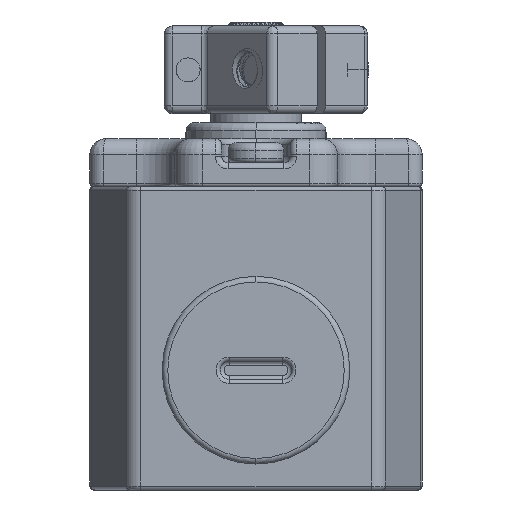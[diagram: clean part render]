
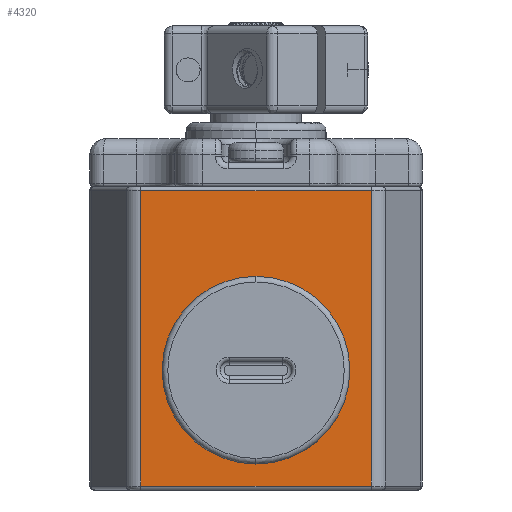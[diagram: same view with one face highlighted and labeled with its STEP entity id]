
A CAD part, front view. The second image highlights one B-rep face of the part: STEP entity #4320.
In plain terms, the highlighted planar face has unit normal (0, -1, 0).
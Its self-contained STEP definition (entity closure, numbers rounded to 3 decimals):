
#39 = DIRECTION ( 'NONE',  ( 0., 1., 0. ) ) ;
#502 = AXIS2_PLACEMENT_3D ( 'NONE', #44875, #39, #52408 ) ;
#750 = EDGE_CURVE ( 'NONE', #71991, #65074, #72711, .T. ) ;
#2203 = VERTEX_POINT ( 'NONE', #77502 ) ;
#4320 = ADVANCED_FACE ( 'NONE', ( #66465, #83952 ), #17791, .F. ) ;
#4903 = DIRECTION ( 'NONE',  ( -1., 0., 0. ) ) ;
#11997 = CIRCLE ( 'NONE', #85870, 11. ) ;
#13033 = CARTESIAN_POINT ( 'NONE',  ( 0., -80., 4. ) ) ;
#14660 = EDGE_LOOP ( 'NONE', ( #46017, #43648 ) ) ;
#15943 = CARTESIAN_POINT ( 'NONE',  ( -20.8, -80., 0.5 ) ) ;
#17791 = PLANE ( 'NONE',  #28309 ) ;
#20775 = CARTESIAN_POINT ( 'NONE',  ( 14.401, -80., 38. ) ) ;
#25305 = DIRECTION ( 'NONE',  ( 0., 1., 0. ) ) ;
#26673 = VECTOR ( 'NONE', #61352, 1000. ) ;
#27164 = CARTESIAN_POINT ( 'NONE',  ( -14.401, -80., 37.5 ) ) ;
#28094 = VECTOR ( 'NONE', #4903, 1000. ) ;
#28309 = AXIS2_PLACEMENT_3D ( 'NONE', #92262, #25305, #77503 ) ;
#30295 = CARTESIAN_POINT ( 'NONE',  ( 0., -80., 15. ) ) ;
#30447 = LINE ( 'NONE', #27164, #28094 ) ;
#33109 = VECTOR ( 'NONE', #88320, 1000. ) ;
#33340 = EDGE_CURVE ( 'NONE', #65074, #71991, #11997, .T. ) ;
#37788 = DIRECTION ( 'NONE',  ( 0., 0., 1. ) ) ;
#43648 = ORIENTED_EDGE ( 'NONE', *, *, #33340, .T. ) ;
#44875 = CARTESIAN_POINT ( 'NONE',  ( 0., -80., 15. ) ) ;
#46017 = ORIENTED_EDGE ( 'NONE', *, *, #750, .T. ) ;
#50156 = VERTEX_POINT ( 'NONE', #69702 ) ;
#50990 = VERTEX_POINT ( 'NONE', #94341 ) ;
#52408 = DIRECTION ( 'NONE',  ( 0., 0., 1. ) ) ;
#54078 = CARTESIAN_POINT ( 'NONE',  ( 14.401, -80., 0.5 ) ) ;
#56564 = EDGE_CURVE ( 'NONE', #50990, #2203, #66442, .T. ) ;
#61352 = DIRECTION ( 'NONE',  ( 1., 0., 0. ) ) ;
#61805 = CARTESIAN_POINT ( 'NONE',  ( -14.401, -80., 38. ) ) ;
#64203 = EDGE_LOOP ( 'NONE', ( #70617, #73270, #93370, #69086 ) ) ;
#65074 = VERTEX_POINT ( 'NONE', #94908 ) ;
#66442 = LINE ( 'NONE', #61805, #86298 ) ;
#66465 = FACE_BOUND ( 'NONE', #14660, .T. ) ;
#66656 = VERTEX_POINT ( 'NONE', #54078 ) ;
#69086 = ORIENTED_EDGE ( 'NONE', *, *, #86599, .T. ) ;
#69702 = CARTESIAN_POINT ( 'NONE',  ( 14.401, -80., 37.5 ) ) ;
#70617 = ORIENTED_EDGE ( 'NONE', *, *, #56564, .T. ) ;
#71991 = VERTEX_POINT ( 'NONE', #13033 ) ;
#72711 = CIRCLE ( 'NONE', #502, 11. ) ;
#73270 = ORIENTED_EDGE ( 'NONE', *, *, #74958, .T. ) ;
#74958 = EDGE_CURVE ( 'NONE', #2203, #66656, #86270, .T. ) ;
#77502 = CARTESIAN_POINT ( 'NONE',  ( -14.401, -80., 0.5 ) ) ;
#77503 = DIRECTION ( 'NONE',  ( 0., 0., 1. ) ) ;
#82496 = DIRECTION ( 'NONE',  ( 0., 1., 0. ) ) ;
#83362 = EDGE_CURVE ( 'NONE', #66656, #50156, #92719, .T. ) ;
#83952 = FACE_OUTER_BOUND ( 'NONE', #64203, .T. ) ;
#84255 = DIRECTION ( 'NONE',  ( 0., 0., -1. ) ) ;
#85870 = AXIS2_PLACEMENT_3D ( 'NONE', #30295, #82496, #37788 ) ;
#86270 = LINE ( 'NONE', #15943, #26673 ) ;
#86298 = VECTOR ( 'NONE', #84255, 1000. ) ;
#86599 = EDGE_CURVE ( 'NONE', #50156, #50990, #30447, .T. ) ;
#88320 = DIRECTION ( 'NONE',  ( 0., 0., 1. ) ) ;
#92262 = CARTESIAN_POINT ( 'NONE',  ( -20.8, -80., 38. ) ) ;
#92719 = LINE ( 'NONE', #20775, #33109 ) ;
#93370 = ORIENTED_EDGE ( 'NONE', *, *, #83362, .T. ) ;
#94341 = CARTESIAN_POINT ( 'NONE',  ( -14.401, -80., 37.5 ) ) ;
#94908 = CARTESIAN_POINT ( 'NONE',  ( 0., -80., 26. ) ) ;
